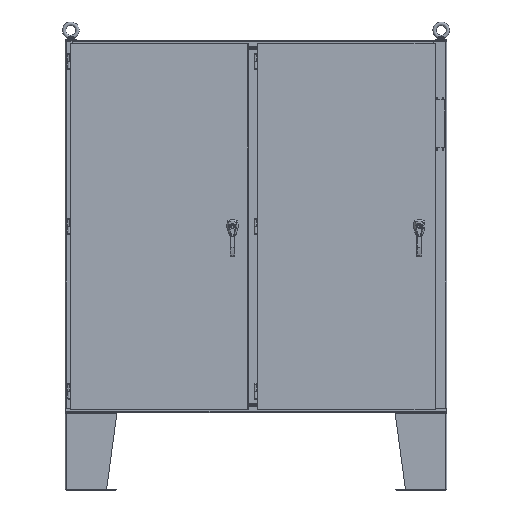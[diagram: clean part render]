
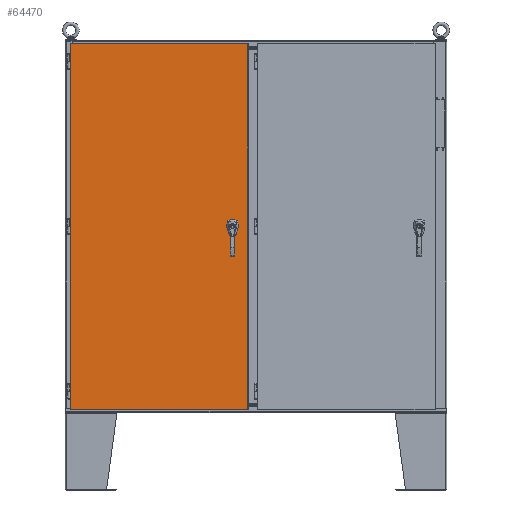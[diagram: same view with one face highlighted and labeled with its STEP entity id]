
A CAD part, top view. The second image highlights one B-rep face of the part: STEP entity #64470.
In plain terms, the highlighted face is planar.
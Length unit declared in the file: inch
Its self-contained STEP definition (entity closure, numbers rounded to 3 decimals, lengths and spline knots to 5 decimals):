
#2636 = VECTOR ( 'NONE', #146785, 39.37008 ) ;
#4334 = VECTOR ( 'NONE', #12723, 39.37008 ) ;
#5169 = ORIENTED_EDGE ( 'NONE', *, *, #135040, .T. ) ;
#5535 = LINE ( 'NONE', #112053, #70705 ) ;
#12723 = DIRECTION ( 'NONE',  ( 0., 0., -1. ) ) ;
#12890 = ORIENTED_EDGE ( 'NONE', *, *, #89431, .F. ) ;
#25100 = CARTESIAN_POINT ( 'NONE',  ( 0.87468, -1.24331, 71.62508 ) ) ;
#30467 = VERTEX_POINT ( 'NONE', #149006 ) ;
#32691 = VERTEX_POINT ( 'NONE', #25100 ) ;
#38882 = LINE ( 'NONE', #91991, #4334 ) ;
#47872 = DIRECTION ( 'NONE',  ( 1., 0., 0. ) ) ;
#60617 = FACE_OUTER_BOUND ( 'NONE', #140216, .T. ) ;
#64470 = ADVANCED_FACE ( 'NONE', ( #60617 ), #99057, .T. ) ;
#70171 = EDGE_CURVE ( 'NONE', #99460, #101572, #5535, .T. ) ;
#70705 = VECTOR ( 'NONE', #137678, 39.37008 ) ;
#73981 = DIRECTION ( 'NONE',  ( 1., 0., 0. ) ) ;
#74735 = CARTESIAN_POINT ( 'NONE',  ( 0.87468, -1.24331, 71.62508 ) ) ;
#85401 = DIRECTION ( 'NONE',  ( 0., -1., 0. ) ) ;
#89431 = EDGE_CURVE ( 'NONE', #32691, #99460, #112848, .T. ) ;
#91991 = CARTESIAN_POINT ( 'NONE',  ( 0.87468, -1.24331, 71.62508 ) ) ;
#99057 = PLANE ( 'NONE',  #142274 ) ;
#99460 = VERTEX_POINT ( 'NONE', #142357 ) ;
#101572 = VERTEX_POINT ( 'NONE', #151615 ) ;
#106309 = EDGE_CURVE ( 'NONE', #30467, #101572, #167771, .T. ) ;
#107999 = CARTESIAN_POINT ( 'NONE',  ( 0.87468, -1.24331, 0.49987 ) ) ;
#112053 = CARTESIAN_POINT ( 'NONE',  ( 35.37495, -1.24331, 71.62508 ) ) ;
#112848 = LINE ( 'NONE', #74735, #159835 ) ;
#124062 = CARTESIAN_POINT ( 'NONE',  ( 0., -1.24331, 0. ) ) ;
#132754 = ORIENTED_EDGE ( 'NONE', *, *, #106309, .T. ) ;
#135040 = EDGE_CURVE ( 'NONE', #32691, #30467, #38882, .T. ) ;
#137678 = DIRECTION ( 'NONE',  ( 0., 0., -1. ) ) ;
#140216 = EDGE_LOOP ( 'NONE', ( #5169, #132754, #162398, #12890 ) ) ;
#142274 = AXIS2_PLACEMENT_3D ( 'NONE', #124062, #85401, #73981 ) ;
#142357 = CARTESIAN_POINT ( 'NONE',  ( 35.37495, -1.24331, 71.62508 ) ) ;
#146785 = DIRECTION ( 'NONE',  ( 1., 0., 0. ) ) ;
#149006 = CARTESIAN_POINT ( 'NONE',  ( 0.87468, -1.24331, 0.49987 ) ) ;
#151615 = CARTESIAN_POINT ( 'NONE',  ( 35.37495, -1.24331, 0.49987 ) ) ;
#159835 = VECTOR ( 'NONE', #47872, 39.37008 ) ;
#162398 = ORIENTED_EDGE ( 'NONE', *, *, #70171, .F. ) ;
#167771 = LINE ( 'NONE', #107999, #2636 ) ;
